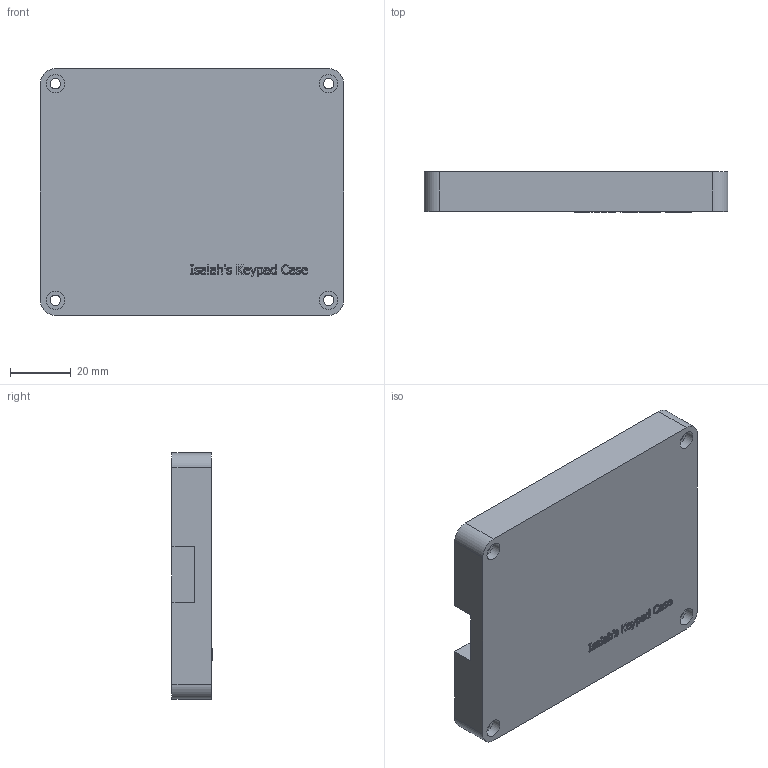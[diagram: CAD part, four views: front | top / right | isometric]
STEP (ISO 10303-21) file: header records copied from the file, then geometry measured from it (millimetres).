
FILE_DESCRIPTION(/* description */ (''),/* implementation_level */ '2;1');
FILE_NAME(/* name */ 'Base.stp',/* time_stamp */ '2025-02-19T23:16:46-06:00',/* author */ ('bensk'),/* organization */ (''),/* preprocessor_version */ 'ST-DEVELOPER v20',/* originating_system */ 'Autodesk Inventor 2025',/* authorisation */ '');
FILE_SCHEMA (('AUTOMOTIVE_DESIGN { 1 0 10303 214 3 1 1 }'));
Length unit declared in the file: millimetre
Products named in the file (1): Base
Bounding box: 99.73 x 13.2 x 81.1 mm (x, y, z)
Volume: 52711.7 mm3; surface area: 24072.4 mm2
Topology: 1 solids, 1 shells, 356 faces, 969 edges, 646 vertices
Faces by surface type: bspline 181, plane 163, cylinder 12
Full cylindrical faces by diameter (mm): 3.4 x4, 6 x4
Entity records: 12708 total; most frequent: CARTESIAN_POINT 4871, ORIENTED_EDGE 1938, DIRECTION 983, EDGE_CURVE 969, VERTEX_POINT 646, LINE 583, VECTOR 583, EDGE_LOOP 395
